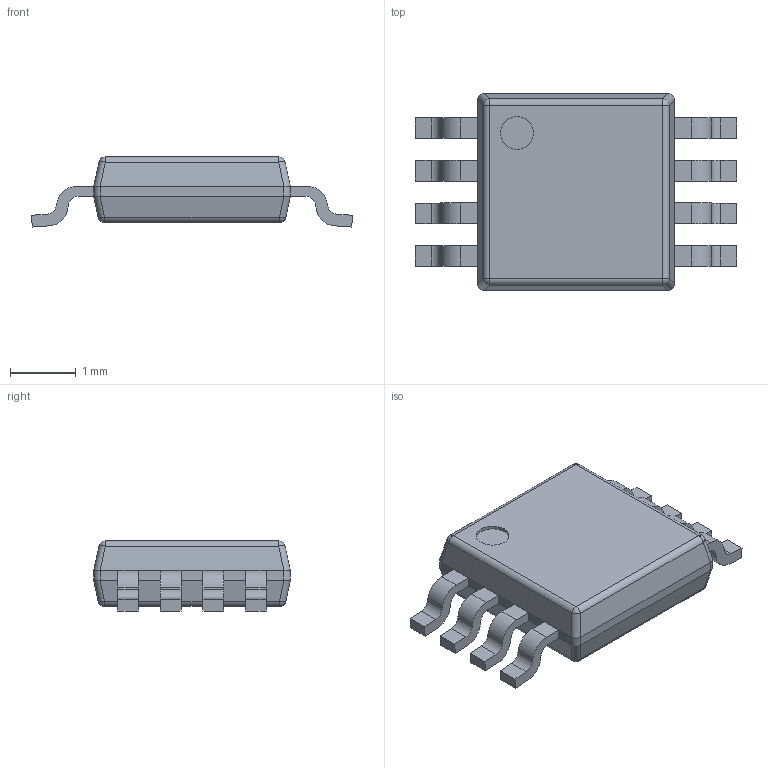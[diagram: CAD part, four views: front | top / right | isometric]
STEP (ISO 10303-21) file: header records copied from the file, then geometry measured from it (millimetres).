
FILE_DESCRIPTION((''),'2;1');
FILE_NAME('DGN0008E_ASM','2019-11-05T15:04:19',('a0412086'),(''),'CREO PARAMETRIC BY PTC INC, 2018020','CREO PARAMETRIC BY PTC INC, 2018020','');
FILE_SCHEMA(('AUTOMOTIVE_DESIGN { 1 0 10303 214 1 1 1 1 }'));
Length unit declared in the file: millimetre
Products named in the file (5): BODY-HVSSOP; LEAD-HVSSOP; PIN1_HVSSOP; DAP_HVSSOP; DGN0008E_ASM
Assembly tree (11 placements, depth 2):
  DGN0008E_ASM
    BODY-HVSSOP
    LEAD-HVSSOP  x8
    PIN1_HVSSOP
    DAP_HVSSOP
Bounding box: 4.9 x 3 x 1.07 mm (x, y, z)
Volume: 9 mm3; surface area: 44.4 mm2
Topology: 10 solids, 10 shells, 224 faces, 582 edges, 380 vertices
Faces by surface type: plane 154, cylinder 62, sphere 8
Entity records: 5220 total; most frequent: CARTESIAN_POINT 801, ORIENTED_EDGE 660, DIRECTION 642, PRESENTATION_STYLE_ASSIGNMENT 333, STYLED_ITEM 333, CURVE_STYLE 330, EDGE_CURVE 330, VECTOR 254
